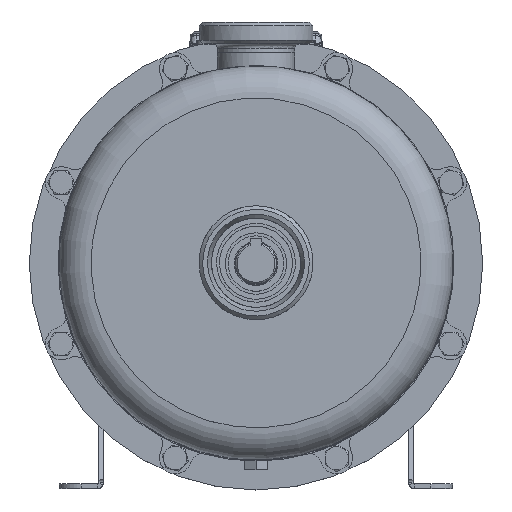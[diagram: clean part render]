
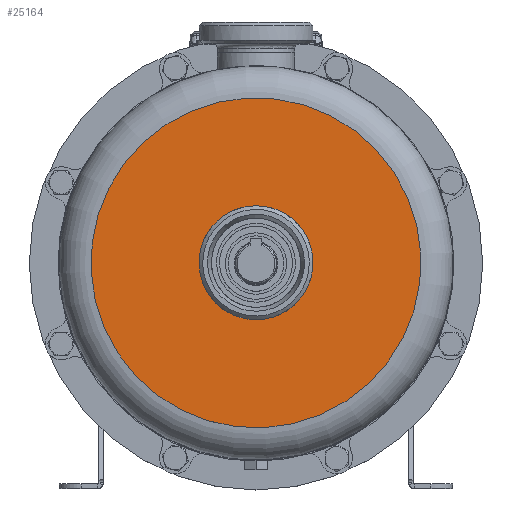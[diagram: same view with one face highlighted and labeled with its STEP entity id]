
A CAD part, top view. The second image highlights one B-rep face of the part: STEP entity #25164.
In plain terms, the highlighted face is planar.
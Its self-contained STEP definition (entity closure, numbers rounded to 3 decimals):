
#25164=ADVANCED_FACE('',(#48894,#48896),#48898,.T.);
#48894=FACE_BOUND('',#48895,.T.);
#48895=EDGE_LOOP('',(#64187));
#48896=FACE_BOUND('',#48897,.T.);
#48897=EDGE_LOOP('',(#64188));
#48898=PLANE('',#48899);
#48899=AXIS2_PLACEMENT_3D('',#48900,#48901,#48902);
#48900=CARTESIAN_POINT('',(0.,13.,0.));
#48901=DIRECTION('',(-0.,1.,0.));
#48902=DIRECTION('',(1.,0.,0.));
#64187=ORIENTED_EDGE('',*,*,#71858,.T.);
#64188=ORIENTED_EDGE('',*,*,#71859,.T.);
#71858=EDGE_CURVE('',#83393,#83393,#83394,.T.);
#71859=EDGE_CURVE('',#83395,#83395,#83396,.T.);
#83393=VERTEX_POINT('',#120124);
#83394=CIRCLE('',#120125,113.);
#83395=VERTEX_POINT('',#120129);
#83396=CIRCLE('',#120130,27.5);
#120124=CARTESIAN_POINT('',(167.75,13.,0.));
#120125=AXIS2_PLACEMENT_3D('',#120126,#120127,#120128);
#120126=CARTESIAN_POINT('',(54.75,13.,0.));
#120127=DIRECTION('',(-0.,1.,0.));
#120128=DIRECTION('',(1.,0.,0.));
#120129=CARTESIAN_POINT('',(82.25,13.,0.));
#120130=AXIS2_PLACEMENT_3D('',#120131,#120132,#120133);
#120131=CARTESIAN_POINT('',(54.75,13.,0.));
#120132=DIRECTION('',(0.,-1.,-0.));
#120133=DIRECTION('',(1.,0.,0.));
